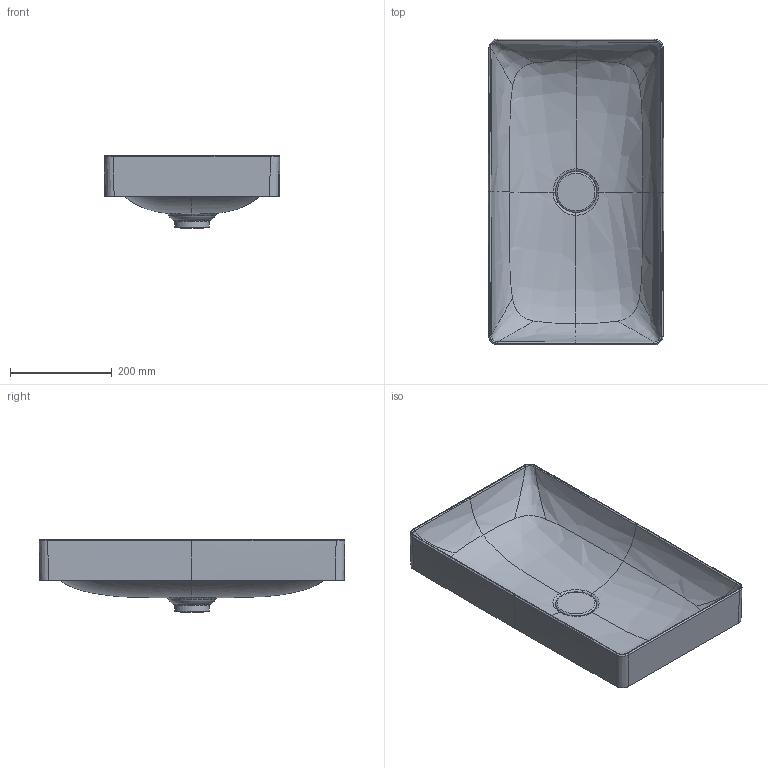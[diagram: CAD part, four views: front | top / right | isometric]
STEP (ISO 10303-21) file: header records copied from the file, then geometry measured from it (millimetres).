
FILE_DESCRIPTION((''),'2;1');
FILE_NAME('235560.stp','2017-06-22T20:24:32',('Administrator'),(''),'Autodesk Inventor 2011','Autodesk Inventor 2011','');
FILE_SCHEMA(('CONFIG_CONTROL_DESIGN'));
Length unit declared in the file: millimetre
Products named in the file (3): 235560; Kelch_Stopfen DuraSquare Bgr
Assembly tree (2 placements, depth 2):
  235560
    235560
    Kelch_Stopfen DuraSquare Bgr
Bounding box: 344.9 x 600.19 x 143.3 mm (x, y, z)
Volume: 4100434.8 mm3; surface area: 683482.9 mm2
Topology: 3 solids, 3 shells, 133 faces, 309 edges, 190 vertices
Faces by surface type: bspline 76, cylinder 22, plane 18, torus 13, cone 4
Full cylindrical faces by diameter (mm): 12 x4, 30.452 x1, 36.185 x1, 42.482 x1, 45.115 x1, 46 x1, 68.6 x1, 80.006 x1, 81 x1
Entity records: 72640 total; most frequent: CARTESIAN_POINT 70012, ORIENTED_EDGE 568, DIRECTION 310, EDGE_CURVE 284, VERTEX_POINT 188, B_SPLINE_CURVE_WITH_KNOTS 176, EDGE_LOOP 168, AXIS2_PLACEMENT_3D 140
